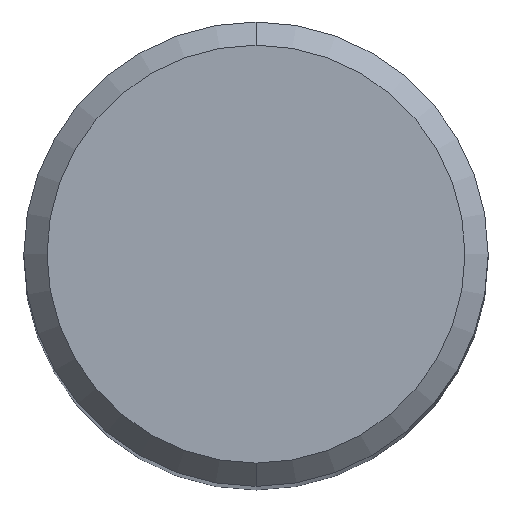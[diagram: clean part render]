
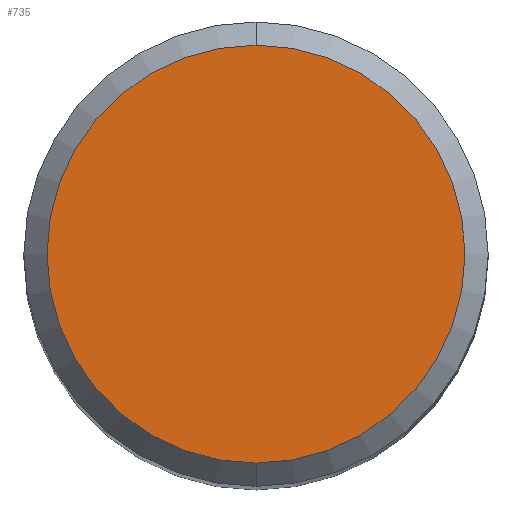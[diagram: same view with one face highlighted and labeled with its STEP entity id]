
A CAD part, top view. The second image highlights one B-rep face of the part: STEP entity #735.
In plain terms, the highlighted planar face has unit normal (0, 0, 1).
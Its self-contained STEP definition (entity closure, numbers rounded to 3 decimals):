
#425=EDGE_CURVE('',#525,#621,#1009,.T.);
#445=EDGE_CURVE('',#621,#525,#1032,.T.);
#525=VERTEX_POINT('',#1119);
#621=VERTEX_POINT('',#1229);
#735=ADVANCED_FACE('',(#1352),#1353,.T.);
#1009=CIRCLE('',#1799,3.6);
#1032=CIRCLE('',#1896,3.6);
#1119=CARTESIAN_POINT('',(0.0,3.6,0.0));
#1229=CARTESIAN_POINT('',(0.,-3.6,0.0));
#1352=FACE_OUTER_BOUND('',#4223,.T.);
#1353=PLANE('',#4224);
#1799=AXIS2_PLACEMENT_3D('',#6018,#6019,#6020);
#1896=AXIS2_PLACEMENT_3D('',#6056,#6057,#6058);
#4223=EDGE_LOOP('',(#6404,#6405));
#4224=AXIS2_PLACEMENT_3D('',#6406,#6407,#6408);
#6018=CARTESIAN_POINT('',(0.0,0.0,0.0));
#6019=DIRECTION('',(0.0,0.0,-1.0));
#6020=DIRECTION('',(0.0,1.0,0.0));
#6056=CARTESIAN_POINT('',(0.0,0.0,0.0));
#6057=DIRECTION('',(0.0,0.0,-1.0));
#6058=DIRECTION('',(0.0,1.0,0.0));
#6404=ORIENTED_EDGE('',*,*,#425,.F.);
#6405=ORIENTED_EDGE('',*,*,#445,.F.);
#6406=CARTESIAN_POINT('',(0.0,1.8,0.0));
#6407=DIRECTION('',(-0.0,0.0,1.0));
#6408=DIRECTION('',(0.0,-1.0,0.0));
